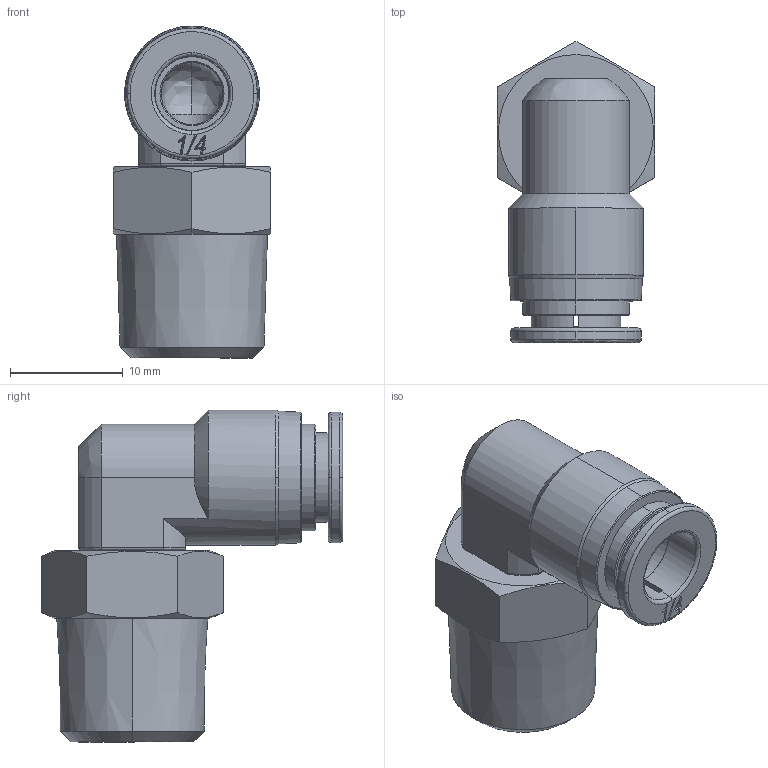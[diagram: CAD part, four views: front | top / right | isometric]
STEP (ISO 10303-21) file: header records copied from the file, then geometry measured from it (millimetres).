
FILE_DESCRIPTION (( 'STEP AP214' ), '1' );
FILE_NAME ('ME14-14N-SS.step', '2018-03-13T19:23:35', ( '' ), ( '' ), 'SwSTEP 2.0', 'SolidWorks 2017', '' );
FILE_SCHEMA (( 'AUTOMOTIVE_DESIGN' ));
Length unit declared in the file: inch
Products named in the file (1): ME14-14N-SS
Bounding box: 14 x 26.78 x 29.5 mm (x, y, z)
Volume: 3804.6 mm3; surface area: 3109.1 mm2
Topology: 2 solids, 2 shells, 134 faces, 327 edges, 205 vertices
Faces by surface type: plane 55, cylinder 33, cone 25, bspline 21
Entity records: 4769 total; most frequent: CARTESIAN_POINT 1667, ORIENTED_EDGE 650, DIRECTION 609, EDGE_CURVE 325, AXIS2_PLACEMENT_3D 225, VERTEX_POINT 205, LINE 159, VECTOR 159
